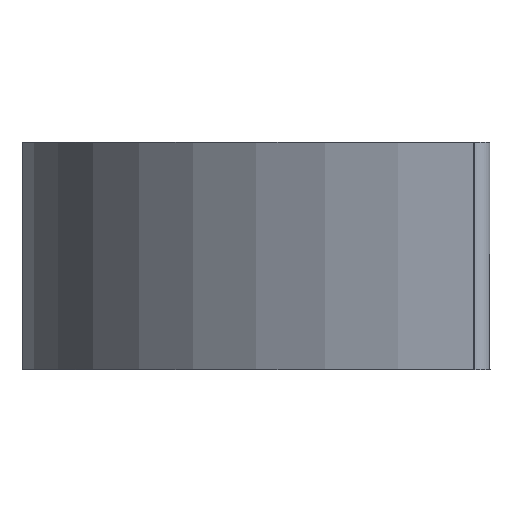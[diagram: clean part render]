
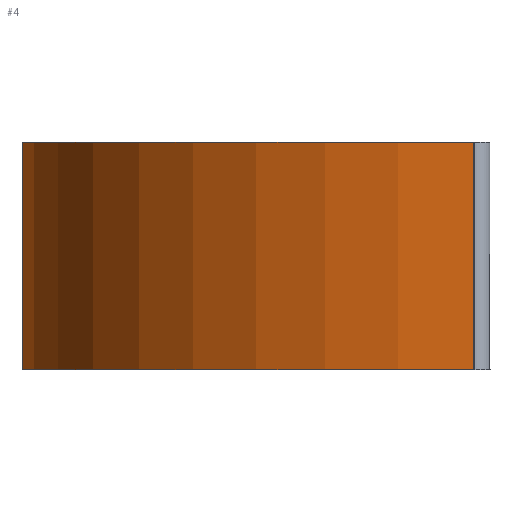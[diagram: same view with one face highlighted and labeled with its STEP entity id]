
A CAD part, left-side view. The second image highlights one B-rep face of the part: STEP entity #4.
In plain terms, the highlighted cylindrical face has radius 32 mm (diameter 64 mm), a partial arc.
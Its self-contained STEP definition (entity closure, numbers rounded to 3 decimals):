
#4 = ADVANCED_FACE ( 'NONE', ( #356 ), #176, .T. ) ;
#23 = DIRECTION ( 'NONE',  ( 0., 0., 1. ) ) ;
#31 = VERTEX_POINT ( 'NONE', #52 ) ;
#43 = EDGE_CURVE ( 'NONE', #337, #31, #314, .T. ) ;
#49 = DIRECTION ( 'NONE',  ( 1., 0., 0. ) ) ;
#50 = DIRECTION ( 'NONE',  ( 1., 0., 0. ) ) ;
#52 = CARTESIAN_POINT ( 'NONE',  ( -2.5, 31.902, 5. ) ) ;
#58 = AXIS2_PLACEMENT_3D ( 'NONE', #367, #233, #50 ) ;
#59 = CARTESIAN_POINT ( 'NONE',  ( 0., 0., -10. ) ) ;
#84 = VERTEX_POINT ( 'NONE', #318 ) ;
#100 = ORIENTED_EDGE ( 'NONE', *, *, #519, .F. ) ;
#119 = CIRCLE ( 'NONE', #58, 32. ) ;
#134 = LINE ( 'NONE', #344, #540 ) ;
#139 = EDGE_CURVE ( 'NONE', #31, #483, #166, .T. ) ;
#166 = CIRCLE ( 'NONE', #523, 32. ) ;
#176 = CYLINDRICAL_SURFACE ( 'NONE', #421, 32. ) ;
#193 = CARTESIAN_POINT ( 'NONE',  ( -2.5, 31.902, -10. ) ) ;
#233 = DIRECTION ( 'NONE',  ( 0., 0., 1. ) ) ;
#242 = ORIENTED_EDGE ( 'NONE', *, *, #286, .T. ) ;
#250 = EDGE_LOOP ( 'NONE', ( #100, #394, #417, #242 ) ) ;
#286 = EDGE_CURVE ( 'NONE', #337, #84, #119, .T. ) ;
#303 = DIRECTION ( 'NONE',  ( 0., 0., 1. ) ) ;
#314 = LINE ( 'NONE', #436, #464 ) ;
#318 = CARTESIAN_POINT ( 'NONE',  ( -31.933, 2.065, -10. ) ) ;
#337 = VERTEX_POINT ( 'NONE', #193 ) ;
#344 = CARTESIAN_POINT ( 'NONE',  ( -31.933, 2.065, 5.09 ) ) ;
#356 = FACE_OUTER_BOUND ( 'NONE', #250, .T. ) ;
#367 = CARTESIAN_POINT ( 'NONE',  ( 0., 0., -10. ) ) ;
#394 = ORIENTED_EDGE ( 'NONE', *, *, #139, .F. ) ;
#408 = DIRECTION ( 'NONE',  ( 1., 0., 0. ) ) ;
#417 = ORIENTED_EDGE ( 'NONE', *, *, #43, .F. ) ;
#421 = AXIS2_PLACEMENT_3D ( 'NONE', #59, #303, #49 ) ;
#436 = CARTESIAN_POINT ( 'NONE',  ( -2.5, 31.902, -33. ) ) ;
#464 = VECTOR ( 'NONE', #478, 1000. ) ;
#478 = DIRECTION ( 'NONE',  ( 0., 0., 1. ) ) ;
#483 = VERTEX_POINT ( 'NONE', #547 ) ;
#508 = DIRECTION ( 'NONE',  ( 0., 0., -1. ) ) ;
#519 = EDGE_CURVE ( 'NONE', #483, #84, #134, .T. ) ;
#523 = AXIS2_PLACEMENT_3D ( 'NONE', #539, #23, #408 ) ;
#539 = CARTESIAN_POINT ( 'NONE',  ( 0., 0., 5. ) ) ;
#540 = VECTOR ( 'NONE', #508, 1000. ) ;
#547 = CARTESIAN_POINT ( 'NONE',  ( -31.933, 2.065, 5. ) ) ;
